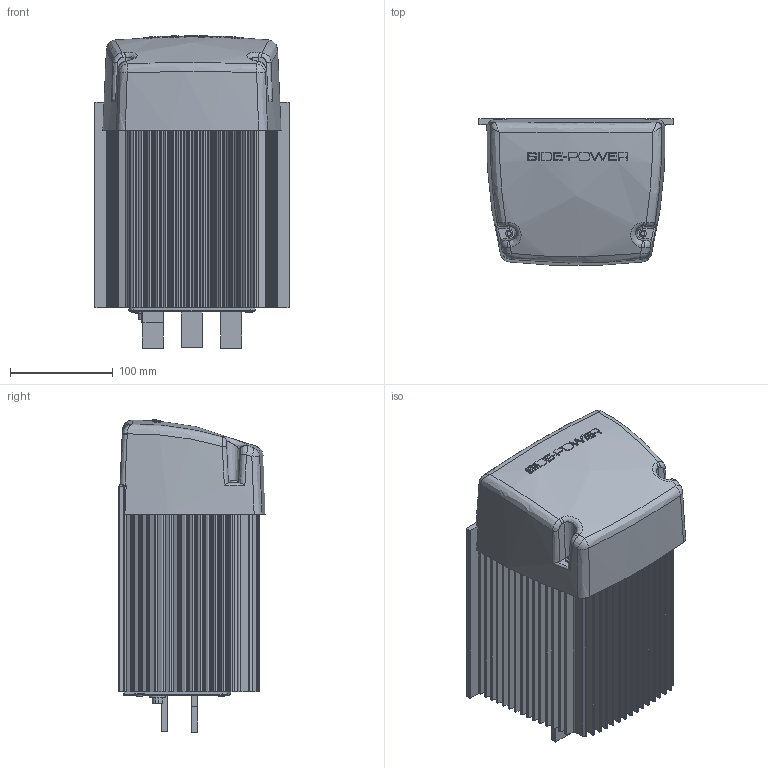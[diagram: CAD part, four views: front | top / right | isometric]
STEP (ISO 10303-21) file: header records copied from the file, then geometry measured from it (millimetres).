
FILE_DESCRIPTION(/* description */ (''),/* implementation_level */ '2;1');
FILE_NAME(/* name */ 'PPC820.stp',/* time_stamp */ '2017-03-17T10:08:43+01:00',/* author */ ('elvira'),/* organization */ (''),/* preprocessor_version */ 'ST-DEVELOPER v16.1',/* originating_system */ 'Autodesk Inventor 2016',/* authorisation */ '');
FILE_SCHEMA (('AUTOMOTIVE_DESIGN { 1 0 10303 214 3 1 1 }'));
Length unit declared in the file: millimetre
Products named in the file (1): PPC820
Bounding box: 190 x 142.72 x 304.34 mm (x, y, z)
Volume: 1377739.1 mm3; surface area: 788596.5 mm2
Topology: 27 solids, 53 shells, 1704 faces, 4389 edges, 2847 vertices
Faces by surface type: plane 974, cylinder 362, bspline 291, cone 33, torus 28, sphere 16
Full cylindrical faces by diameter (mm): 0.1 x9, 1.104 x2, 1.217 x1, 1.348 x1, 1.512 x1, 3.242 x4, 3.5 x6, 4 x6, 4.02 x6, 6.6 x5, 7 x6, 8 x2, 10.1 x5, 16 x1
Entity records: 67925 total; most frequent: CARTESIAN_POINT 27472, ORIENTED_EDGE 8451, DIRECTION 7211, EDGE_CURVE 4256, VERTEX_POINT 2809, LINE 2647, VECTOR 2647, AXIS2_PLACEMENT_3D 2282
